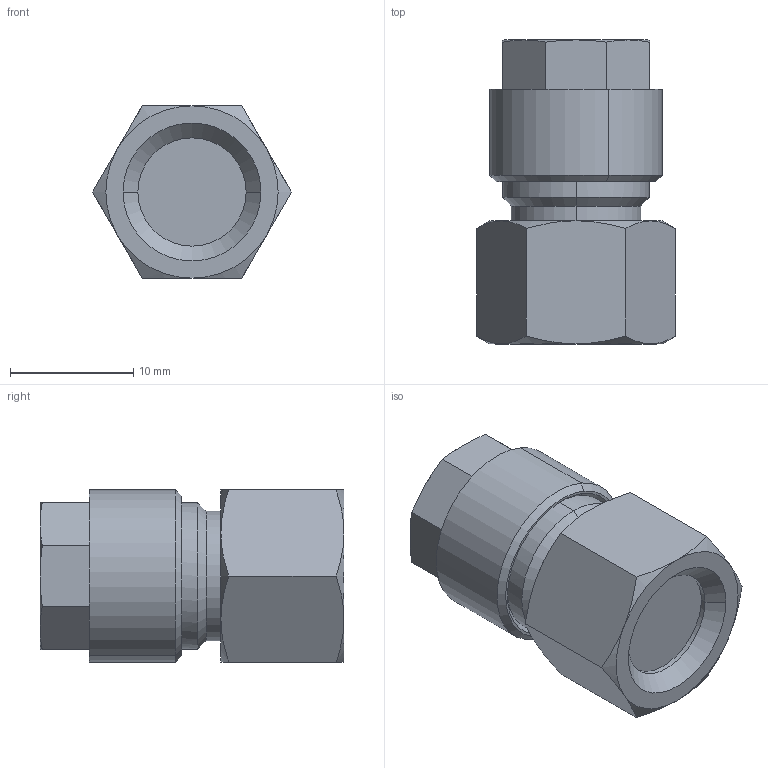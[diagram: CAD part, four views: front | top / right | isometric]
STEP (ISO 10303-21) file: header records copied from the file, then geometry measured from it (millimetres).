
FILE_DESCRIPTION (( 'STEP AP214' ), '1' );
FILE_NAME ('0103000004.step', '2012-09-28T13:21:09', ( '' ), ( '' ), 'SwSTEP 2.0', 'SolidWorks 2012', '' );
FILE_SCHEMA (( 'AUTOMOTIVE_DESIGN' ));
Length unit declared in the file: millimetre
Products named in the file (1): 0103000004
Bounding box: 16.17 x 24.7 x 14 mm (x, y, z)
Volume: 3449.3 mm3; surface area: 1586.9 mm2
Topology: 1 solids, 1 shells, 63 faces, 140 edges, 82 vertices
Faces by surface type: cone 31, plane 20, cylinder 10, torus 2
Entity records: 2546 total; most frequent: CARTESIAN_POINT 476, DIRECTION 281, ORIENTED_EDGE 276, EDGE_CURVE 138, AXIS2_PLACEMENT_3D 119, VERTEX_POINT 82, EDGE_LOOP 68, UNCERTAINTY_MEASURE_WITH_UNIT 66
